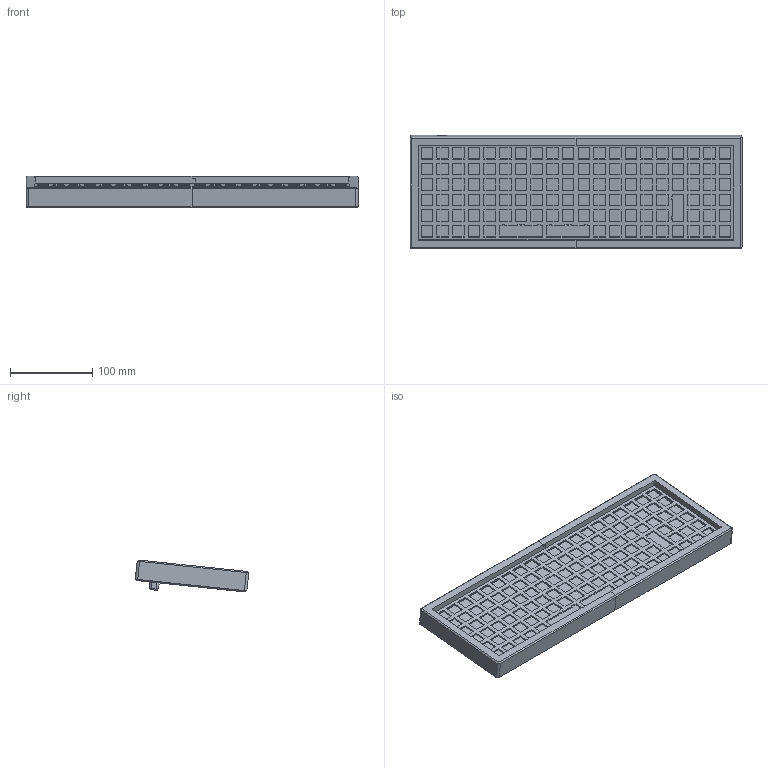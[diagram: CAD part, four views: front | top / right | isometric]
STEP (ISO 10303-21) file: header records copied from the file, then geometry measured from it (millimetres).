
FILE_DESCRIPTION(/* description */ (''),/* implementation_level */ '2;1');
FILE_NAME(/* name */ 'BOP v28.step',/* time_stamp */ '2021-09-22T21:16:21+02:00',/* author */ (''),/* organization */ (''),/* preprocessor_version */ 'ST-DEVELOPER v18.1',/* originating_system */ 'Autodesk Translation Framework v10.10.0.1391',/* authorisation */ '');
FILE_SCHEMA (('AUTOMOTIVE_DESIGN { 1 0 10303 214 3 1 1 }'));
Length unit declared in the file: millimetre
Products named in the file (9): BOP; Top Plate; PCB; High Profile Case Gasket Mount; Top left; Bottom Left; Top Right; Bottom Right; Keil
Assembly tree (8 placements, depth 3):
  BOP
    Top Plate
    PCB
    High Profile Case Gasket Mount
      Top left
      Bottom Left
      Top Right
      Bottom Right
      Keil
Bounding box: 403 x 137.75 x 38.79 mm (x, y, z)
Volume: 443886.1 mm3; surface area: 379092.8 mm2
Topology: 8 solids, 8 shells, 1148 faces, 3147 edges, 2090 vertices
Faces by surface type: plane 815, bspline 235, cylinder 88, cone 10
Full cylindrical faces by diameter (mm): 2.5 x14, 3.4 x8, 3.5 x10, 4 x10, 6 x10, 6.5 x12
Entity records: 38971 total; most frequent: CARTESIAN_POINT 10435, ORIENTED_EDGE 6294, DIRECTION 4724, EDGE_CURVE 3147, LINE 2488, VECTOR 2488, VERTEX_POINT 2090, EDGE_LOOP 1481
